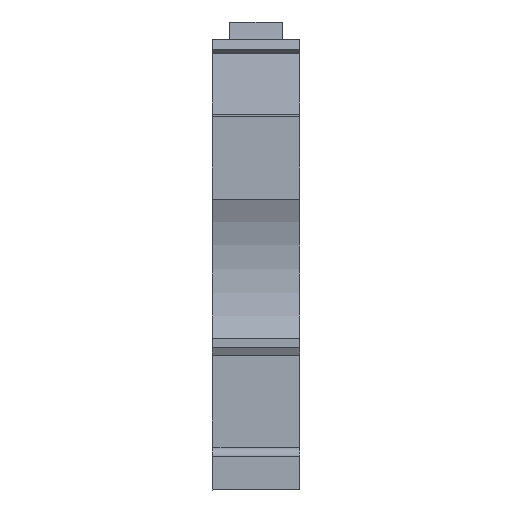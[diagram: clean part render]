
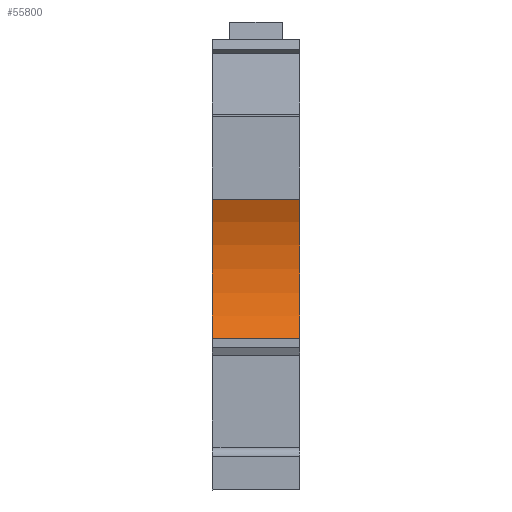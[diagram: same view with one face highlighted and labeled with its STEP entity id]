
A CAD part, front view. The second image highlights one B-rep face of the part: STEP entity #55800.
In plain terms, the highlighted cylindrical face has radius 15 mm (diameter 30 mm), a partial arc.
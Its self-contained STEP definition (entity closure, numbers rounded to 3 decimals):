
#5160=CARTESIAN_POINT('',(-28.218,-30.2,
53.67));
#5170=VERTEX_POINT('',#5160);
#5200=CARTESIAN_POINT('',(-41.736,-23.7,
53.67));
#5210=DIRECTION('',(0.,0.,1.));
#5220=DIRECTION('',(1.,0.,0.));
#5230=AXIS2_PLACEMENT_3D('',#5200,#5210,#5220);
#5240=CIRCLE('',#5230,15.);
#5250=CARTESIAN_POINT('',(-28.218,-17.2,
53.67));
#5260=VERTEX_POINT('',#5250);
#5270=EDGE_CURVE('',#5170,#5260,#5240,.T.);
#9890=CARTESIAN_POINT('',(-28.218,-17.2,
53.67));
#9900=DIRECTION('',(0.,0.,1.));
#9910=VECTOR('',#9900,1.);
#9920=LINE('',#9890,#9910);
#9930=CARTESIAN_POINT('',(-28.218,-17.2,
45.52));
#9940=VERTEX_POINT('',#9930);
#9950=EDGE_CURVE('',#9940,#5260,#9920,.T.);
#48820=CARTESIAN_POINT('',(-28.218,-30.2,
45.52));
#48830=VERTEX_POINT('',#48820);
#48860=CARTESIAN_POINT('',(-28.218,-30.2,
53.67));
#48870=DIRECTION('',(0.,0.,1.));
#48880=VECTOR('',#48870,1.);
#48890=LINE('',#48860,#48880);
#48900=EDGE_CURVE('',#48830,#5170,#48890,.T.);
#54000=CARTESIAN_POINT('',(-41.736,-23.7,
45.52));
#54010=DIRECTION('',(0.,0.,1.));
#54020=DIRECTION('',(1.,0.,0.));
#54030=AXIS2_PLACEMENT_3D('',#54000,#54010,#54020);
#54040=CIRCLE('',#54030,15.);
#54050=EDGE_CURVE('',#48830,#9940,#54040,.T.);
#55690=CARTESIAN_POINT('',(-41.736,-23.7,
53.67));
#55700=DIRECTION('',(0.,0.,1.));
#55710=DIRECTION('',(1.,0.,0.));
#55720=AXIS2_PLACEMENT_3D('',#55690,#55700,#55710);
#55730=CYLINDRICAL_SURFACE('',#55720,15.);
#55740=ORIENTED_EDGE('',*,*,#48900,.T.);
#55750=ORIENTED_EDGE('',*,*,#54050,.F.);
#55760=ORIENTED_EDGE('',*,*,#9950,.F.);
#55770=ORIENTED_EDGE('',*,*,#5270,.T.);
#55780=EDGE_LOOP('',(#55770,#55760,#55750,#55740));
#55790=FACE_OUTER_BOUND('',#55780,.T.);
#55800=ADVANCED_FACE('',(#55790),#55730,.F.);
